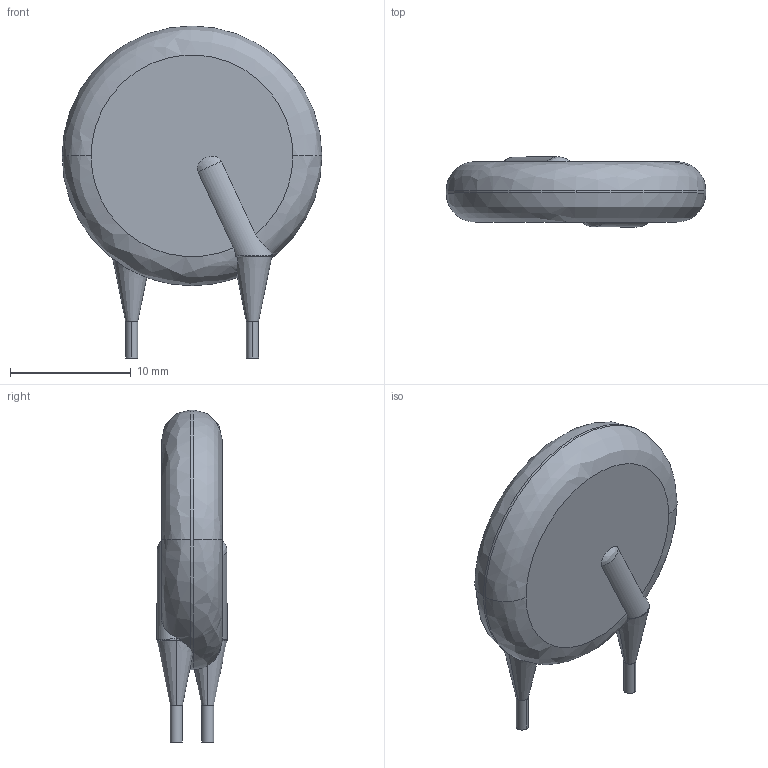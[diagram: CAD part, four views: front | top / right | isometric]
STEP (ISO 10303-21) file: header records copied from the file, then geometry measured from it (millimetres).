
FILE_DESCRIPTION (( 'STEP AP214' ), '1' );
FILE_NAME ('User Library-Varistor_20mm.STEP', '2018-11-08T01:35:52', ( '' ), ( '' ), 'SwSTEP 2.0', 'SolidWorks 2018', '' );
FILE_SCHEMA (( 'AUTOMOTIVE_DESIGN' ));
Length unit declared in the file: millimetre
Products named in the file (3): User Library-Varistor_20mm_Fusion001; User Library-Varistor_20mm; User Library-Varistor_20mm_Fusion
Assembly tree (2 placements, depth 2):
  User Library-Varistor_20mm
    User Library-Varistor_20mm_Fusion
    User Library-Varistor_20mm_Fusion001
Bounding box: 21.5 x 5.8 x 27.49 mm (x, y, z)
Volume: 1705.2 mm3; surface area: 1003.9 mm2
Topology: 3 solids, 3 shells, 38 faces, 90 edges, 57 vertices
Faces by surface type: plane 13, bspline 12, cylinder 9, cone 4
Entity records: 2281 total; most frequent: CARTESIAN_POINT 984, ORIENTED_EDGE 178, DIRECTION 141, EDGE_CURVE 89, AXIS2_PLACEMENT_3D 63, VERTEX_POINT 57, UNCERTAINTY_MEASURE_WITH_UNIT 46, MECHANICAL_DESIGN_GEOMETRIC_PRESENTATION_REPRESENTATION 43
